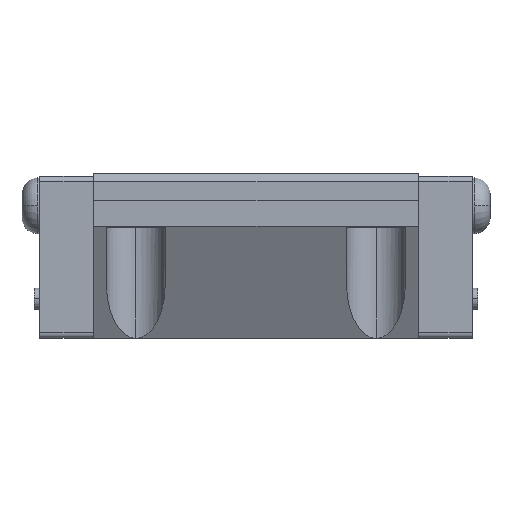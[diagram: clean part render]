
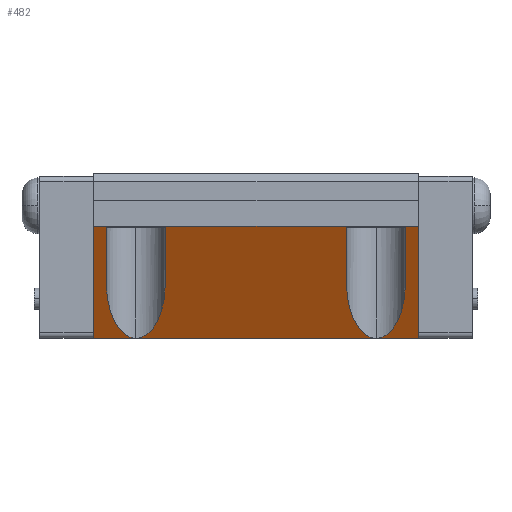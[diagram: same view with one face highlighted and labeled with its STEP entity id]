
A CAD part, left-side view. The second image highlights one B-rep face of the part: STEP entity #482.
In plain terms, the highlighted planar face has unit normal (-0.877, 0, -0.48).
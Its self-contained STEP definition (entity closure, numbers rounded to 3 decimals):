
#482=ADVANCED_FACE('',(#1131,#1132,#1133),#1134,.T.);
#1131=FACE_BOUND('',#1960,.T.);
#1132=FACE_BOUND('',#1961,.T.);
#1133=FACE_OUTER_BOUND('',#1962,.T.);
#1134=PLANE('',#1963);
#1960=EDGE_LOOP('',(#3285,#3286,#3287,#3288,#3289));
#1961=EDGE_LOOP('',(#3290,#3291,#3292,#3293,#3294));
#1962=EDGE_LOOP('',(#3295,#3296,#3297,#3298));
#1963=AXIS2_PLACEMENT_3D('',#3299,#3300,#3301);
#3285=ORIENTED_EDGE('',*,*,#4932,.T.);
#3286=ORIENTED_EDGE('',*,*,#4919,.T.);
#3287=ORIENTED_EDGE('',*,*,#4934,.T.);
#3288=ORIENTED_EDGE('',*,*,#4923,.T.);
#3289=ORIENTED_EDGE('',*,*,#4928,.T.);
#3290=ORIENTED_EDGE('',*,*,#4945,.T.);
#3291=ORIENTED_EDGE('',*,*,#4914,.T.);
#3292=ORIENTED_EDGE('',*,*,#4947,.T.);
#3293=ORIENTED_EDGE('',*,*,#4936,.T.);
#3294=ORIENTED_EDGE('',*,*,#4941,.T.);
#3295=ORIENTED_EDGE('',*,*,#5091,.T.);
#3296=ORIENTED_EDGE('',*,*,#5111,.F.);
#3297=ORIENTED_EDGE('',*,*,#5165,.F.);
#3298=ORIENTED_EDGE('',*,*,#5162,.T.);
#3299=CARTESIAN_POINT('',(-28.75,0.,15.7));
#3300=DIRECTION('',(-0.877,0.,-0.48));
#3301=DIRECTION('',(-0.48,0.,0.877));
#4914=EDGE_CURVE('',#5896,#5893,#5897,.T.);
#4919=EDGE_CURVE('',#5905,#5902,#5906,.T.);
#4923=EDGE_CURVE('',#5911,#5912,#5913,.T.);
#4928=EDGE_CURVE('',#5912,#5919,#5920,.T.);
#4932=EDGE_CURVE('',#5919,#5905,#5924,.T.);
#4934=EDGE_CURVE('',#5902,#5911,#5926,.T.);
#4936=EDGE_CURVE('',#5928,#5929,#5930,.T.);
#4941=EDGE_CURVE('',#5929,#5936,#5937,.T.);
#4945=EDGE_CURVE('',#5936,#5896,#5941,.T.);
#4947=EDGE_CURVE('',#5893,#5928,#5943,.T.);
#5091=EDGE_CURVE('',#6144,#6142,#6145,.T.);
#5111=EDGE_CURVE('',#6180,#6142,#6182,.T.);
#5162=EDGE_CURVE('',#6242,#6144,#6243,.T.);
#5165=EDGE_CURVE('',#6242,#6180,#6246,.T.);
#5893=VERTEX_POINT('',#7279);
#5896=VERTEX_POINT('',#7283);
#5897=ELLIPSE('',#7284,11.451,5.5);
#5902=VERTEX_POINT('',#7290);
#5905=VERTEX_POINT('',#7294);
#5906=ELLIPSE('',#7295,11.451,5.5);
#5911=VERTEX_POINT('',#7301);
#5912=VERTEX_POINT('',#7302);
#5913=LINE('',#7303,#7304);
#5919=VERTEX_POINT('',#7312);
#5920=LINE('',#7313,#7314);
#5924=LINE('',#7319,#7320);
#5926=ELLIPSE('',#7322,11.451,5.5);
#5928=VERTEX_POINT('',#7324);
#5929=VERTEX_POINT('',#7325);
#5930=LINE('',#7326,#7327);
#5936=VERTEX_POINT('',#7335);
#5937=LINE('',#7336,#7337);
#5941=LINE('',#7342,#7343);
#5943=ELLIPSE('',#7345,11.451,5.5);
#6142=VERTEX_POINT('',#7606);
#6144=VERTEX_POINT('',#7609);
#6145=LINE('',#7610,#7611);
#6180=VERTEX_POINT('',#7663);
#6182=LINE('',#7666,#7667);
#6242=VERTEX_POINT('',#7744);
#6243=LINE('',#7745,#7746);
#6246=LINE('',#7750,#7751);
#7279=CARTESIAN_POINT('',(-23.,52.95,5.2));
#7283=CARTESIAN_POINT('',(-28.5,47.45,15.244));
#7284=AXIS2_PLACEMENT_3D('',#9175,#9176,#9177);
#7290=CARTESIAN_POINT('',(-23.,7.95,5.2));
#7294=CARTESIAN_POINT('',(-28.5,2.45,15.244));
#7295=AXIS2_PLACEMENT_3D('',#9183,#9184,#9185);
#7301=CARTESIAN_POINT('',(-28.5,13.45,15.244));
#7302=CARTESIAN_POINT('',(-34.39,13.45,26.0));
#7303=CARTESIAN_POINT('',(-31.525,13.45,20.768));
#7304=VECTOR('',#9190,1.0);
#7312=CARTESIAN_POINT('',(-34.39,2.45,26.0));
#7313=CARTESIAN_POINT('',(-34.39,3.975,26.0));
#7314=VECTOR('',#9196,1.0);
#7319=CARTESIAN_POINT('',(-31.525,2.45,20.768));
#7320=VECTOR('',#9201,1.0);
#7322=AXIS2_PLACEMENT_3D('',#9202,#9203,#9204);
#7324=CARTESIAN_POINT('',(-28.5,58.45,15.244));
#7325=CARTESIAN_POINT('',(-34.39,58.45,26.0));
#7326=CARTESIAN_POINT('',(-31.525,58.45,20.768));
#7327=VECTOR('',#9205,1.0);
#7335=CARTESIAN_POINT('',(-34.39,47.45,26.0));
#7336=CARTESIAN_POINT('',(-34.39,26.475,26.0));
#7337=VECTOR('',#9211,1.0);
#7342=CARTESIAN_POINT('',(-31.525,47.45,20.768));
#7343=VECTOR('',#9216,1.0);
#7345=AXIS2_PLACEMENT_3D('',#9217,#9218,#9219);
#7606=CARTESIAN_POINT('',(-23.0,60.9,5.2));
#7609=CARTESIAN_POINT('',(-34.5,60.9,26.2));
#7610=CARTESIAN_POINT('',(-34.5,60.9,26.2));
#7611=VECTOR('',#9397,1.0);
#7663=CARTESIAN_POINT('',(-23.0,0.,5.2));
#7666=CARTESIAN_POINT('',(-23.0,0.,5.2));
#7667=VECTOR('',#9416,1.0);
#7744=CARTESIAN_POINT('',(-34.5,0.,26.2));
#7745=CARTESIAN_POINT('',(-34.5,0.,26.2));
#7746=VECTOR('',#9470,1.0);
#7750=CARTESIAN_POINT('',(-34.5,0.,26.2));
#7751=VECTOR('',#9472,1.0);
#9175=CARTESIAN_POINT('',(-28.5,52.95,15.244));
#9176=DIRECTION('',(0.877,0.,0.48));
#9177=DIRECTION('',(0.48,0.0,-0.877));
#9183=CARTESIAN_POINT('',(-28.5,7.95,15.244));
#9184=DIRECTION('',(0.877,0.,0.48));
#9185=DIRECTION('',(0.48,0.0,-0.877));
#9190=DIRECTION('',(-0.48,0.0,0.877));
#9196=DIRECTION('',(0.,-1.0,0.0));
#9201=DIRECTION('',(0.48,0.0,-0.877));
#9202=CARTESIAN_POINT('',(-28.5,7.95,15.244));
#9203=DIRECTION('',(0.877,0.,0.48));
#9204=DIRECTION('',(0.48,0.0,-0.877));
#9205=DIRECTION('',(-0.48,0.0,0.877));
#9211=DIRECTION('',(0.,-1.0,0.0));
#9216=DIRECTION('',(0.48,0.0,-0.877));
#9217=CARTESIAN_POINT('',(-28.5,52.95,15.244));
#9218=DIRECTION('',(0.877,0.,0.48));
#9219=DIRECTION('',(0.48,0.0,-0.877));
#9397=DIRECTION('',(0.48,0.,-0.877));
#9416=DIRECTION('',(0.,1.0,0.));
#9470=DIRECTION('',(0.,1.0,0.));
#9472=DIRECTION('',(0.48,0.,-0.877));
